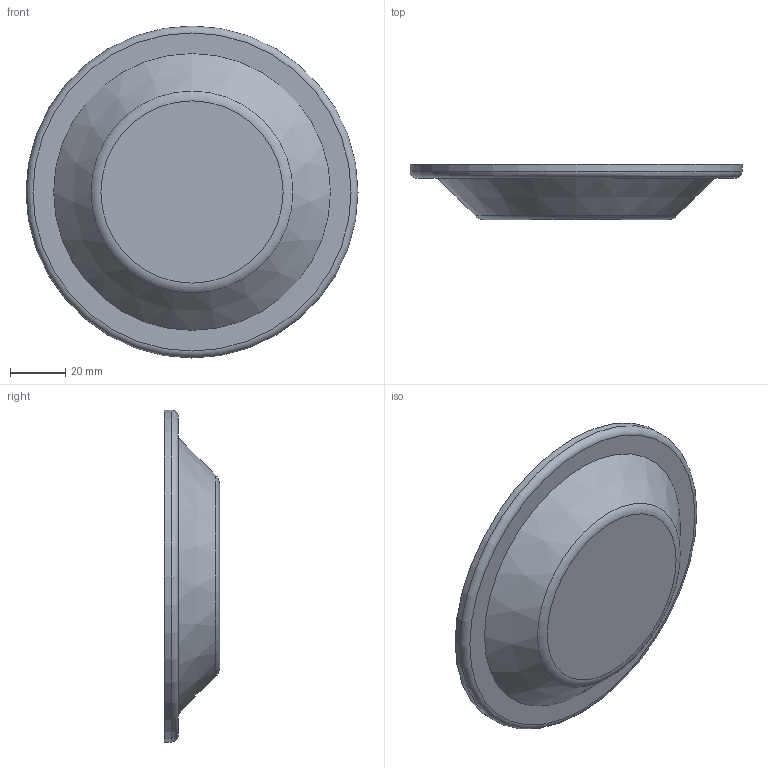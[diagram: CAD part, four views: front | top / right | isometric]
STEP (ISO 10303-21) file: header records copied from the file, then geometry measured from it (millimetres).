
FILE_DESCRIPTION(/* description */ (''),/* implementation_level */ '2;1');
FILE_NAME(/* name */ '5128172a-272a-43c7-b5fb-bb7a4634d9ea.stp',/* time_stamp */ '2024-07-31T10:08:04Z',/* author */ (''),/* organization */ (''),/* preprocessor_version */ 'ST-DEVELOPER v20',/* originating_system */ 'Autodesk Translation Framework v13.14.0.145',/* authorisation */ '');
FILE_SCHEMA (('AUTOMOTIVE_DESIGN { 1 0 10303 214 3 1 1 }'));
Length unit declared in the file: millimetre
Products named in the file (3): Cup assembly; Sive; Cup
Assembly tree (2 placements, depth 2):
  Cup assembly
    Sive
    Cup
Bounding box: 120 x 20 x 120 mm (x, y, z)
Volume: 79016.6 mm3; surface area: 46116.3 mm2
Topology: 2 solids, 2 shells, 50 faces, 127 edges, 84 vertices
Faces by surface type: cylinder 39, plane 7, torus 2, cone 2
Full cylindrical faces by diameter (mm): 5 x35, 110 x1, 120 x1
Entity records: 1786 total; most frequent: DIRECTION 323, CARTESIAN_POINT 266, ORIENTED_EDGE 254, AXIS2_PLACEMENT_3D 141, EDGE_CURVE 127, EDGE_LOOP 123, CIRCLE 86, VERTEX_POINT 84
